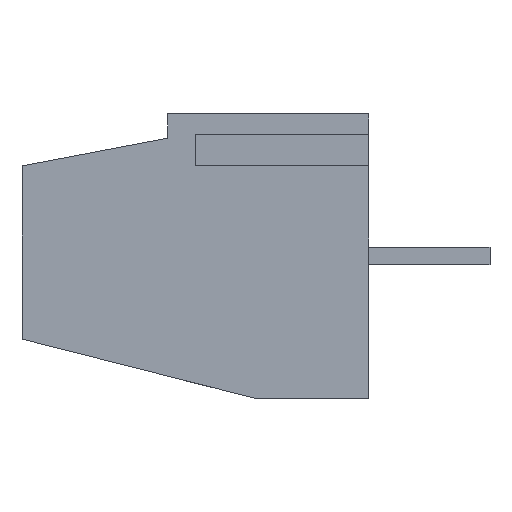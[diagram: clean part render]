
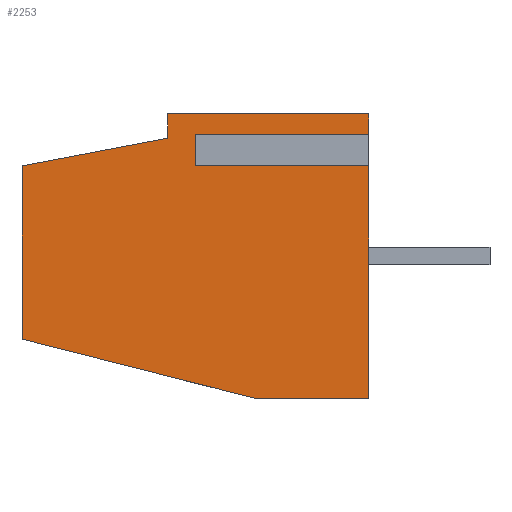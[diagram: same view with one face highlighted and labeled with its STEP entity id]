
A CAD part, left-side view. The second image highlights one B-rep face of the part: STEP entity #2253.
In plain terms, the highlighted planar face has unit normal (-1, 0, 0).
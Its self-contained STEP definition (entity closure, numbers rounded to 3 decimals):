
#72=DIRECTION('',(0.,0.,1.));
#73=VECTOR('',#72,0.5);
#74=CARTESIAN_POINT('',(-12.5,0.,-1.3));
#75=LINE('',#74,#73);
#76=DIRECTION('',(0.,1.,0.));
#77=VECTOR('',#76,5.);
#78=CARTESIAN_POINT('',(-12.5,-5.,-1.3));
#79=LINE('',#78,#77);
#80=DIRECTION('',(0.,0.,-1.));
#81=VECTOR('',#80,6.9);
#82=CARTESIAN_POINT('',(-12.5,-5.,-1.3));
#83=LINE('',#82,#81);
#84=DIRECTION('',(0.,1.,0.));
#85=VECTOR('',#84,3.3);
#86=CARTESIAN_POINT('',(-12.5,-5.,-8.2));
#87=LINE('',#86,#85);
#88=DIRECTION('',(0.,0.969,0.246));
#89=VECTOR('',#88,6.912);
#90=CARTESIAN_POINT('',(-12.5,-1.7,-8.2));
#91=LINE('',#90,#89);
#92=DIRECTION('',(0.,0.,1.));
#93=VECTOR('',#92,5.);
#94=CARTESIAN_POINT('',(-12.5,5.,-6.5));
#95=LINE('',#94,#93);
#96=DIRECTION('',(0.,-0.982,0.187));
#97=VECTOR('',#96,4.276);
#98=CARTESIAN_POINT('',(-12.5,5.,-1.5));
#99=LINE('',#98,#97);
#100=DIRECTION('',(0.,0.,1.));
#101=VECTOR('',#100,0.7);
#102=CARTESIAN_POINT('',(-12.5,0.8,-0.7));
#103=LINE('',#102,#101);
#104=DIRECTION('',(0.,-1.,0.));
#105=VECTOR('',#104,5.8);
#106=CARTESIAN_POINT('',(-12.5,0.8,0.));
#107=LINE('',#106,#105);
#108=DIRECTION('',(0.,0.,-1.));
#109=VECTOR('',#108,0.8);
#110=CARTESIAN_POINT('',(-12.5,-5.,0.));
#111=LINE('',#110,#109);
#112=DIRECTION('',(0.,1.,0.));
#113=VECTOR('',#112,5.);
#114=CARTESIAN_POINT('',(-12.5,-5.,-0.8));
#115=LINE('',#114,#113);
#1696=CARTESIAN_POINT('',(-12.5,-5.,-8.2));
#1697=CARTESIAN_POINT('',(-12.5,-1.7,-8.2));
#1698=VERTEX_POINT('',#1696);
#1699=VERTEX_POINT('',#1697);
#1700=CARTESIAN_POINT('',(-12.5,5.,-6.5));
#1701=VERTEX_POINT('',#1700);
#1702=CARTESIAN_POINT('',(-12.5,5.,-1.5));
#1703=VERTEX_POINT('',#1702);
#1704=CARTESIAN_POINT('',(-12.5,0.8,-0.7));
#1705=VERTEX_POINT('',#1704);
#1706=CARTESIAN_POINT('',(-12.5,0.8,0.));
#1707=VERTEX_POINT('',#1706);
#1708=CARTESIAN_POINT('',(-12.5,-5.,0.));
#1709=VERTEX_POINT('',#1708);
#1788=CARTESIAN_POINT('',(-12.5,0.,-1.3));
#1789=CARTESIAN_POINT('',(-12.5,0.,-0.8));
#1790=VERTEX_POINT('',#1788);
#1791=VERTEX_POINT('',#1789);
#1792=CARTESIAN_POINT('',(-12.5,-5.,-0.8));
#1793=VERTEX_POINT('',#1792);
#1794=CARTESIAN_POINT('',(-12.5,-5.,-1.3));
#1795=VERTEX_POINT('',#1794);
#2224=CARTESIAN_POINT('',(-12.5,0.,0.));
#2225=DIRECTION('',(1.,0.,0.));
#2226=DIRECTION('',(0.,0.,-1.));
#2227=AXIS2_PLACEMENT_3D('',#2224,#2225,#2226);
#2228=PLANE('',#2227);
#2230=ORIENTED_EDGE('',*,*,#2229,.F.);
#2232=ORIENTED_EDGE('',*,*,#2231,.F.);
#2234=ORIENTED_EDGE('',*,*,#2233,.T.);
#2236=ORIENTED_EDGE('',*,*,#2235,.T.);
#2238=ORIENTED_EDGE('',*,*,#2237,.T.);
#2240=ORIENTED_EDGE('',*,*,#2239,.T.);
#2242=ORIENTED_EDGE('',*,*,#2241,.T.);
#2244=ORIENTED_EDGE('',*,*,#2243,.T.);
#2246=ORIENTED_EDGE('',*,*,#2245,.T.);
#2248=ORIENTED_EDGE('',*,*,#2247,.T.);
#2250=ORIENTED_EDGE('',*,*,#2249,.T.);
#2251=EDGE_LOOP('',(#2230,#2232,#2234,#2236,#2238,#2240,#2242,#2244,#2246,#2248,
#2250));
#2252=FACE_OUTER_BOUND('',#2251,.F.);
#2253=ADVANCED_FACE('',(#2252),#2228,.F.);
#2229=EDGE_CURVE('',#1790,#1791,#75,.T.);
#2231=EDGE_CURVE('',#1795,#1790,#79,.T.);
#2233=EDGE_CURVE('',#1795,#1698,#83,.T.);
#2235=EDGE_CURVE('',#1698,#1699,#87,.T.);
#2237=EDGE_CURVE('',#1699,#1701,#91,.T.);
#2239=EDGE_CURVE('',#1701,#1703,#95,.T.);
#2241=EDGE_CURVE('',#1703,#1705,#99,.T.);
#2243=EDGE_CURVE('',#1705,#1707,#103,.T.);
#2245=EDGE_CURVE('',#1707,#1709,#107,.T.);
#2247=EDGE_CURVE('',#1709,#1793,#111,.T.);
#2249=EDGE_CURVE('',#1793,#1791,#115,.T.);
